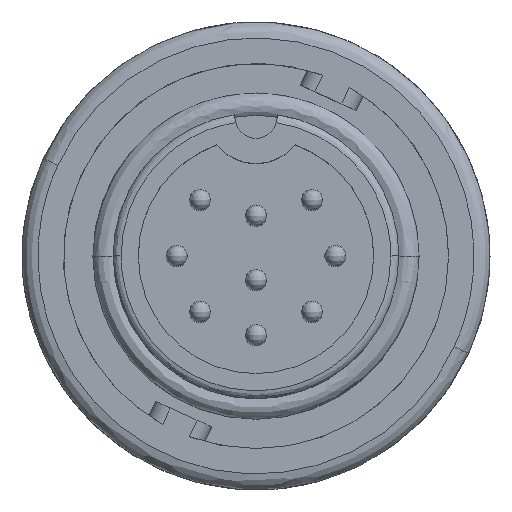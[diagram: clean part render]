
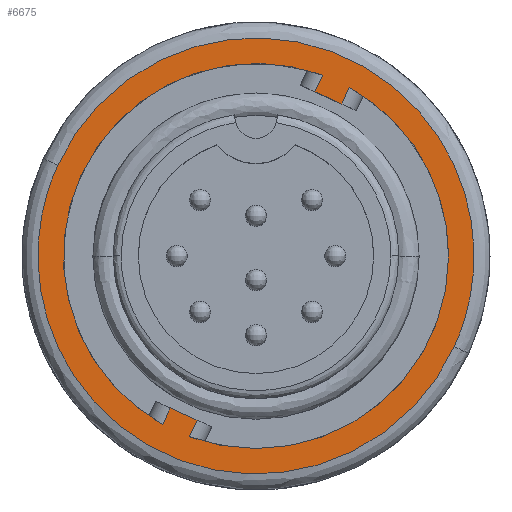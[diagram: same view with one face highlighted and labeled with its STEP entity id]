
A CAD part, top view. The second image highlights one B-rep face of the part: STEP entity #6675.
In plain terms, the highlighted planar face has unit normal (0, 0, 1).
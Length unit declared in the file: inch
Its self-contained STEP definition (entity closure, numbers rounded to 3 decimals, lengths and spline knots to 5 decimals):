
#87 = DIRECTION ( 'NONE',  ( -0.416, -0.909, 0. ) ) ;
#251 = CARTESIAN_POINT ( 'NONE',  ( -0.37053, 0.16961, -0.08324 ) ) ;
#377 = VERTEX_POINT ( 'NONE', #10395 ) ;
#386 = CARTESIAN_POINT ( 'NONE',  ( -0.37053, 0.16961, -0.08324 ) ) ;
#475 = EDGE_CURVE ( 'NONE', #3810, #9353, #7023, .T. ) ;
#858 = ORIENTED_EDGE ( 'NONE', *, *, #15566, .T. ) ;
#1221 = EDGE_CURVE ( 'NONE', #11817, #5947, #9034, .T. ) ;
#1379 = LINE ( 'NONE', #1708, #13252 ) ;
#1708 = CARTESIAN_POINT ( 'NONE',  ( 0.16027, 0.28407, -0.08324 ) ) ;
#2045 = ORIENTED_EDGE ( 'NONE', *, *, #3964, .F. ) ;
#2577 = CARTESIAN_POINT ( 'NONE',  ( 0.37053, -0.16961, -0.08324 ) ) ;
#3305 = FACE_BOUND ( 'NONE', #3682, .T. ) ;
#3367 = VERTEX_POINT ( 'NONE', #11399 ) ;
#3392 = DIRECTION ( 'NONE',  ( -0.416, -0.909, 0. ) ) ;
#3645 = CARTESIAN_POINT ( 'NONE',  ( 0.12439, 0.33783, -0.08324 ) ) ;
#3682 = EDGE_LOOP ( 'NONE', ( #5923, #5860, #14147, #15249, #11327, #10453, #16603, #858, #2045 ) ) ;
#3810 = VERTEX_POINT ( 'NONE', #10495 ) ;
#3964 = EDGE_CURVE ( 'NONE', #377, #3367, #11141, .T. ) ;
#4309 = CARTESIAN_POINT ( 'NONE',  ( 0.03131, -0.91066, -0.08324 ) ) ;
#4573 = VECTOR ( 'NONE', #87, 39.37008 ) ;
#4619 = DIRECTION ( 'NONE',  ( 1., 0., 0. ) ) ;
#4885 = EDGE_CURVE ( 'NONE', #5947, #11817, #11416, .T. ) ;
#5026 = LINE ( 'NONE', #17126, #12126 ) ;
#5341 = CARTESIAN_POINT ( 'NONE',  ( -0.03131, 0.91066, -0.08324 ) ) ;
#5860 = ORIENTED_EDGE ( 'NONE', *, *, #6186, .T. ) ;
#5923 = ORIENTED_EDGE ( 'NONE', *, *, #6259, .T. ) ;
#5947 = VERTEX_POINT ( 'NONE', #17789 ) ;
#6173 = CARTESIAN_POINT ( 'NONE',  ( 0., 0., -0.08324 ) ) ;
#6186 = EDGE_CURVE ( 'NONE', #8795, #10710, #12797, .T. ) ;
#6259 = EDGE_CURVE ( 'NONE', #377, #8795, #1379, .T. ) ;
#6358 = CARTESIAN_POINT ( 'NONE',  ( 0.16027, 0.28407, -0.08324 ) ) ;
#6675 = ADVANCED_FACE ( 'NONE', ( #13453, #3305 ), #11531, .T. ) ;
#7023 = CIRCLE ( 'NONE', #14972, 0.36 ) ;
#7055 = AXIS2_PLACEMENT_3D ( 'NONE', #6173, #15780, #7562 ) ;
#7211 = DIRECTION ( 'NONE',  ( 0., 0., -1. ) ) ;
#7562 = DIRECTION ( 'NONE',  ( 1., 0., 0. ) ) ;
#8498 = CARTESIAN_POINT ( 'NONE',  ( -0.70974, -0.57145, -0.08324 ) ) ;
#8795 = VERTEX_POINT ( 'NONE', #10536 ) ;
#8838 = CARTESIAN_POINT ( 'NONE',  ( -0.12439, -0.33783, -0.08324 ) ) ;
#8972 = LINE ( 'NONE', #15136, #15813 ) ;
#9034 =( BOUNDED_CURVE ( )  B_SPLINE_CURVE ( 3, ( #16259, #5341, #14990, #2577 ),
 .UNSPECIFIED., .F., .F. ) 
 B_SPLINE_CURVE_WITH_KNOTS ( ( 4, 4 ),
 ( 0., 1. ),
 .UNSPECIFIED. ) 
 CURVE ( )  GEOMETRIC_REPRESENTATION_ITEM ( )  RATIONAL_B_SPLINE_CURVE ( ( 1., 0.333, 0.333, 1. ) ) 
 REPRESENTATION_ITEM ( '' )  );
#9353 = VERTEX_POINT ( 'NONE', #3645 ) ;
#9862 = CARTESIAN_POINT ( 'NONE',  ( 0.37053, -0.16961, -0.08324 ) ) ;
#9998 = LINE ( 'NONE', #16959, #13622 ) ;
#10006 = DIRECTION ( 'NONE',  ( 0.416, 0.909, 0. ) ) ;
#10395 = CARTESIAN_POINT ( 'NONE',  ( 0.16027, 0.28407, -0.08324 ) ) ;
#10453 = ORIENTED_EDGE ( 'NONE', *, *, #17832, .T. ) ;
#10495 = CARTESIAN_POINT ( 'NONE',  ( -0.1744, -0.31493, -0.08324 ) ) ;
#10536 = CARTESIAN_POINT ( 'NONE',  ( 0.1744, 0.31493, -0.08324 ) ) ;
#10559 = AXIS2_PLACEMENT_3D ( 'NONE', #15447, #7211, #16833 ) ;
#10587 = EDGE_CURVE ( 'NONE', #16206, #14028, #8972, .T. ) ;
#10710 = VERTEX_POINT ( 'NONE', #12672 ) ;
#10734 = ORIENTED_EDGE ( 'NONE', *, *, #4885, .F. ) ;
#10991 = CARTESIAN_POINT ( 'NONE',  ( 0., 0., -0.08324 ) ) ;
#11141 = LINE ( 'NONE', #6358, #14332 ) ;
#11327 = ORIENTED_EDGE ( 'NONE', *, *, #10587, .F. ) ;
#11399 = CARTESIAN_POINT ( 'NONE',  ( 0.11026, 0.30696, -0.08324 ) ) ;
#11416 =( BOUNDED_CURVE ( )  B_SPLINE_CURVE ( 3, ( #9862, #4309, #8498, #251 ),
 .UNSPECIFIED., .F., .F. ) 
 B_SPLINE_CURVE_WITH_KNOTS ( ( 4, 4 ),
 ( 0., 1. ),
 .UNSPECIFIED. ) 
 CURVE ( )  GEOMETRIC_REPRESENTATION_ITEM ( )  RATIONAL_B_SPLINE_CURVE ( ( 1., 0.333, 0.333, 1. ) ) 
 REPRESENTATION_ITEM ( '' )  );
#11531 = PLANE ( 'NONE',  #15588 ) ;
#11817 = VERTEX_POINT ( 'NONE', #386 ) ;
#12126 = VECTOR ( 'NONE', #3392, 39.37008 ) ;
#12360 = DIRECTION ( 'NONE',  ( 0., 0., -1. ) ) ;
#12672 = CARTESIAN_POINT ( 'NONE',  ( 0.36, 0., -0.08324 ) ) ;
#12730 = DIRECTION ( 'NONE',  ( 0.416, 0.909, 0. ) ) ;
#12797 = CIRCLE ( 'NONE', #10559, 0.36 ) ;
#12838 = CARTESIAN_POINT ( 'NONE',  ( 0., 0., -0.08324 ) ) ;
#12893 = DIRECTION ( 'NONE',  ( 0., 0., 1. ) ) ;
#13098 = EDGE_CURVE ( 'NONE', #14554, #14028, #9998, .T. ) ;
#13252 = VECTOR ( 'NONE', #10006, 39.37008 ) ;
#13453 = FACE_OUTER_BOUND ( 'NONE', #17437, .T. ) ;
#13622 = VECTOR ( 'NONE', #12730, 39.37008 ) ;
#14028 = VERTEX_POINT ( 'NONE', #15683 ) ;
#14147 = ORIENTED_EDGE ( 'NONE', *, *, #15301, .T. ) ;
#14332 = VECTOR ( 'NONE', #14592, 39.37008 ) ;
#14519 = CIRCLE ( 'NONE', #7055, 0.36 ) ;
#14554 = VERTEX_POINT ( 'NONE', #8838 ) ;
#14592 = DIRECTION ( 'NONE',  ( -0.909, 0.416, 0. ) ) ;
#14972 = AXIS2_PLACEMENT_3D ( 'NONE', #10991, #12360, #17484 ) ;
#14990 = CARTESIAN_POINT ( 'NONE',  ( 0.70974, 0.57145, -0.08324 ) ) ;
#15136 = CARTESIAN_POINT ( 'NONE',  ( -0.16027, -0.28407, -0.08324 ) ) ;
#15161 = LINE ( 'NONE', #16569, #4573 ) ;
#15249 = ORIENTED_EDGE ( 'NONE', *, *, #13098, .T. ) ;
#15301 = EDGE_CURVE ( 'NONE', #10710, #14554, #14519, .T. ) ;
#15447 = CARTESIAN_POINT ( 'NONE',  ( 0., 0., -0.08324 ) ) ;
#15566 = EDGE_CURVE ( 'NONE', #9353, #3367, #15161, .T. ) ;
#15567 = ORIENTED_EDGE ( 'NONE', *, *, #1221, .F. ) ;
#15588 = AXIS2_PLACEMENT_3D ( 'NONE', #12838, #12893, #4619 ) ;
#15683 = CARTESIAN_POINT ( 'NONE',  ( -0.11026, -0.30696, -0.08324 ) ) ;
#15780 = DIRECTION ( 'NONE',  ( 0., 0., -1. ) ) ;
#15813 = VECTOR ( 'NONE', #16538, 39.37008 ) ;
#16206 = VERTEX_POINT ( 'NONE', #16906 ) ;
#16259 = CARTESIAN_POINT ( 'NONE',  ( -0.37053, 0.16961, -0.08324 ) ) ;
#16538 = DIRECTION ( 'NONE',  ( 0.909, -0.416, 0. ) ) ;
#16569 = CARTESIAN_POINT ( 'NONE',  ( 0.12439, 0.33783, -0.08324 ) ) ;
#16603 = ORIENTED_EDGE ( 'NONE', *, *, #475, .T. ) ;
#16833 = DIRECTION ( 'NONE',  ( 1., 0., 0. ) ) ;
#16906 = CARTESIAN_POINT ( 'NONE',  ( -0.16027, -0.28407, -0.08324 ) ) ;
#16959 = CARTESIAN_POINT ( 'NONE',  ( -0.12439, -0.33783, -0.08324 ) ) ;
#17126 = CARTESIAN_POINT ( 'NONE',  ( -0.16027, -0.28407, -0.08324 ) ) ;
#17437 = EDGE_LOOP ( 'NONE', ( #15567, #10734 ) ) ;
#17484 = DIRECTION ( 'NONE',  ( 1., 0., 0. ) ) ;
#17789 = CARTESIAN_POINT ( 'NONE',  ( 0.37053, -0.16961, -0.08324 ) ) ;
#17832 = EDGE_CURVE ( 'NONE', #16206, #3810, #5026, .T. ) ;
